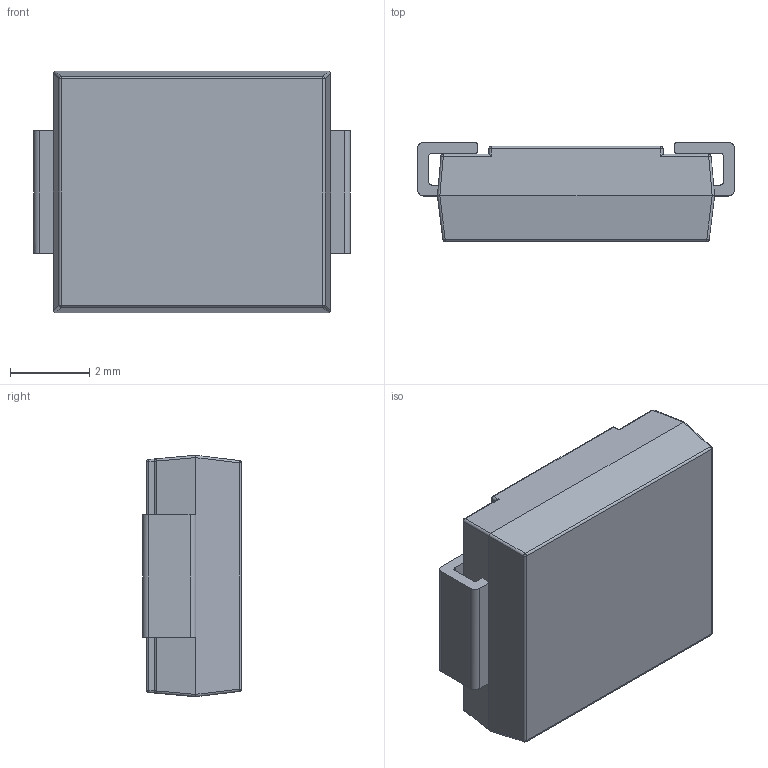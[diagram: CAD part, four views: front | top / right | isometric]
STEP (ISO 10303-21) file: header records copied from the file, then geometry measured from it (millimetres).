
FILE_DESCRIPTION(/* description */ (''),/* implementation_level */ '2;1');
FILE_NAME(/* name */ 'SMC~1',/* time_stamp */ '2023-11-21T15:37:14+08:00',/* author */ (''),/* organization */ (''),/* preprocessor_version */ 'ST-DEVELOPER v16.5',/* originating_system */ '',/* authorisation */ '');
FILE_SCHEMA (('AUTOMOTIVE_DESIGN'));
Length unit declared in the file: millimetre
Products named in the file (3): Document; ��2; ��1
Assembly tree (2 placements, depth 2):
  Document
    ��2
    ��1
Bounding box: 8 x 2.5 x 6.1 mm (x, y, z)
Volume: 101.7 mm3; surface area: 189.2 mm2
Topology: 3 solids, 3 shells, 84 faces, 210 edges, 120 vertices
Faces by surface type: cylinder 38, plane 34, bspline 12
Entity records: 2636 total; most frequent: CARTESIAN_POINT 1219, ORIENTED_EDGE 396, EDGE_CURVE 198, B_SPLINE_CURVE_WITH_KNOTS 126, VERTEX_POINT 120, DIRECTION 86, ADVANCED_FACE 84, FACE_OUTER_BOUND 84
